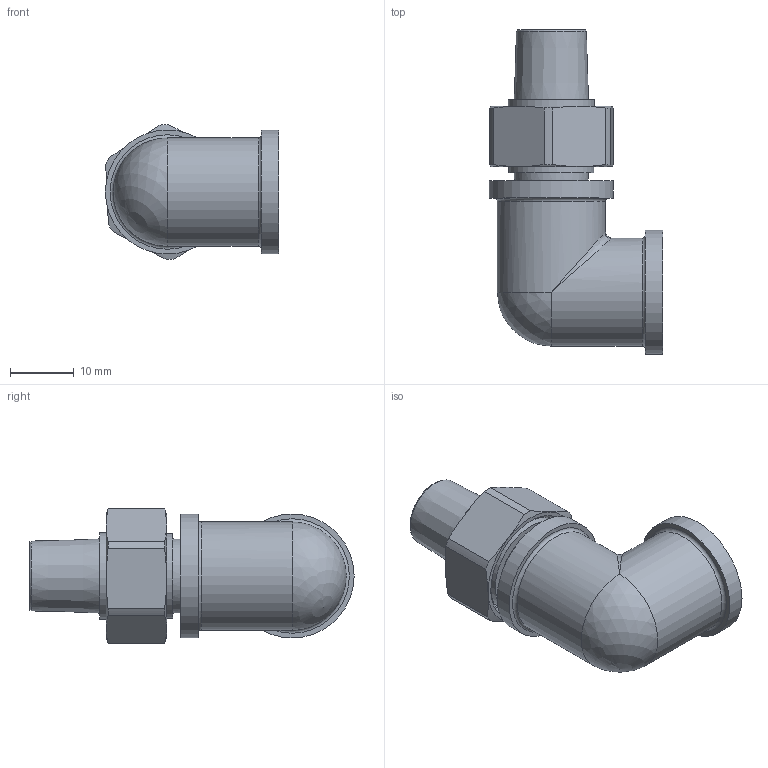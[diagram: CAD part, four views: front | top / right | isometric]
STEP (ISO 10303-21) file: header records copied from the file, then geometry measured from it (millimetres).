
FILE_DESCRIPTION((''),'2;1');
FILE_NAME('1004_Bogen_90_schwenkbar.stp','2013-03-14T10:43:02',('pascalzweiacker'),(''),'Autodesk Inventor 2012','Autodesk Inventor 2012','');
FILE_SCHEMA(('AUTOMOTIVE_DESIGN { 1 0 10303 214 1 1 1 1 }'));
Length unit declared in the file: millimetre
Products named in the file (3): 1004_Bogen_90_schwenkbar; Winkel 90grd ArtNr_401633; Doppelnippel lösbar 1_4-1_4 ArtNr_306004
Assembly tree (2 placements, depth 2):
  1004_Bogen_90_schwenkbar
    Winkel 90grd ArtNr_401633
    Doppelnippel lösbar 1_4-1_4 ArtNr_306004
Bounding box: 27.25 x 51 x 21.2 mm (x, y, z)
Volume: 8354.2 mm3; surface area: 7672.5 mm2
Topology: 2 solids, 2 shells, 94 faces, 231 edges, 151 vertices
Faces by surface type: plane 35, cone 31, cylinder 22, bspline 3, torus 2, sphere 1
Full cylindrical faces by diameter (mm): 7.5 x1, 9 x1, 11.445 x2, 12.3 x1, 13.389 x1, 13.6 x1, 14 x1, 15.5 x1, 15.773 x2, 17 x3, 19.5 x2
Entity records: 2588 total; most frequent: CARTESIAN_POINT 675, DIRECTION 376, ORIENTED_EDGE 354, EDGE_CURVE 177, AXIS2_PLACEMENT_3D 176, EDGE_LOOP 148, VERTEX_POINT 137, FACE_OUTER_BOUND 94
